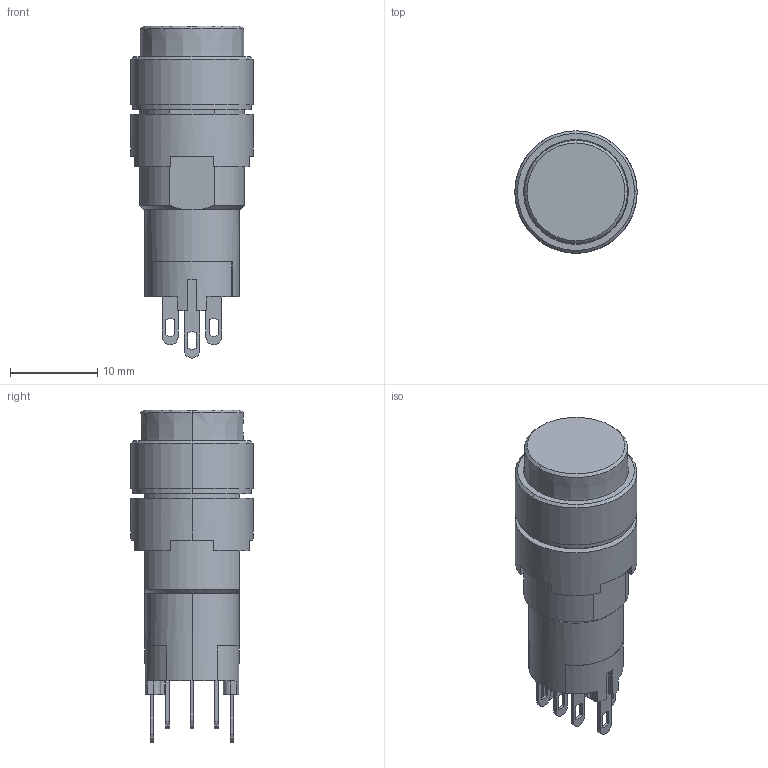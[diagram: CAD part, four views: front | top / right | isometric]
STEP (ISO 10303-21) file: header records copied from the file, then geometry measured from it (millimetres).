
FILE_DESCRIPTION (( 'STEP AP214' ), '1' );
FILE_NAME ('02_AL2M-[M][A]21(P)$.STEP', '2020-10-26T01:41:18', ( 'IDEC' ), ( 'IDEC' ), 'SwSTEP 2.0', 'SolidWorks 2019', '' );
FILE_SCHEMA (( 'AUTOMOTIVE_DESIGN' ));
Length unit declared in the file: millimetre
Products named in the file (5): A2-OPERATOR-M; 02_AL2M-[M][A]21(P)$; A2-ILL-BASE_2C; A2-BODY-M; A2-LOCK-NUT
Assembly tree (4 placements, depth 2):
  02_AL2M-[M][A]21(P)$
    A2-BODY-M
    A2-OPERATOR-M
    A2-ILL-BASE_2C
    A2-LOCK-NUT
Bounding box: 14 x 14 x 38 mm (x, y, z)
Volume: 3522.1 mm3; surface area: 2891.4 mm2
Topology: 4 solids, 4 shells, 193 faces, 519 edges, 343 vertices
Faces by surface type: plane 113, cylinder 69, cone 11
Entity records: 6324 total; most frequent: CARTESIAN_POINT 1098, DIRECTION 1084, ORIENTED_EDGE 1038, EDGE_CURVE 519, AXIS2_PLACEMENT_3D 377, VERTEX_POINT 343, VECTOR 330, LINE 330
